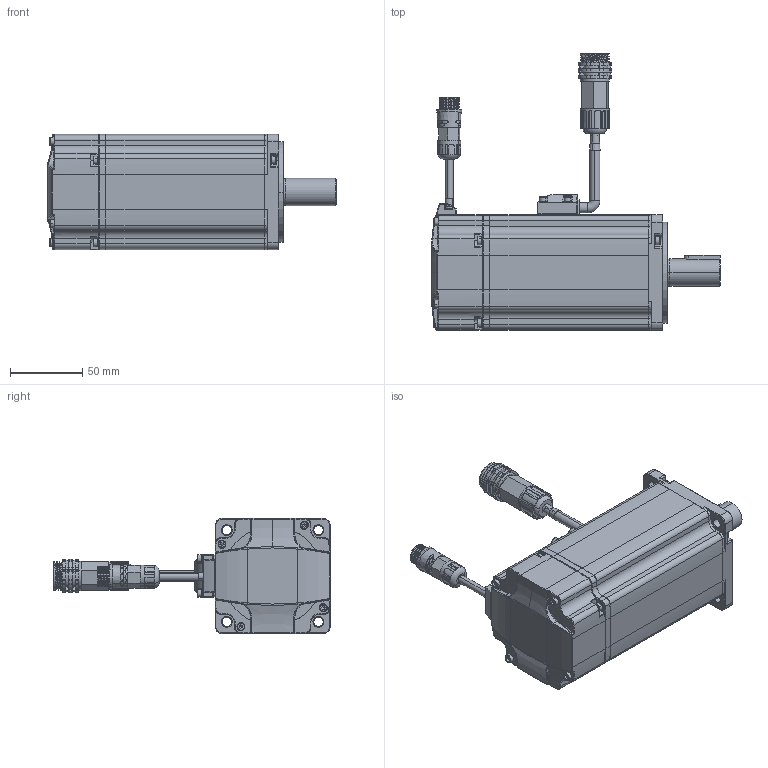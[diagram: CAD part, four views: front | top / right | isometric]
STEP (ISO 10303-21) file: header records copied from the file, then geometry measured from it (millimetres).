
FILE_DESCRIPTION (( 'STEP AP203' ), '1' );
FILE_NAME ('MXL-08A0830FA242.STEP', '2022-08-03T05:11:09', ( '' ), ( '' ), 'SwSTEP 2.0', 'SolidWorks 2018', '' );
FILE_SCHEMA (( 'CONFIG_CONTROL_DESIGN' ));
Length unit declared in the file: millimetre
Products named in the file (1): MXL-08A0830FA242
Bounding box: 200.5 x 191.99 x 80 mm (x, y, z)
Volume: 492735 mm3; surface area: 167609 mm2
Topology: 67 solids, 67 shells, 2496 faces, 5986 edges, 3657 vertices
Faces by surface type: plane 934, cylinder 812, cone 291, torus 223, bspline 189, sphere 47
Entity records: 95263 total; most frequent: CARTESIAN_POINT 37851, DIRECTION 12250, ORIENTED_EDGE 11826, EDGE_CURVE 5913, AXIS2_PLACEMENT_3D 4808, VERTEX_POINT 3655, EDGE_LOOP 2716, VECTOR 2634
